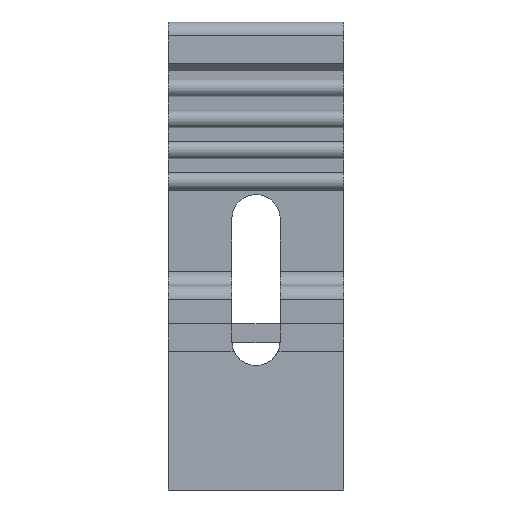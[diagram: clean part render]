
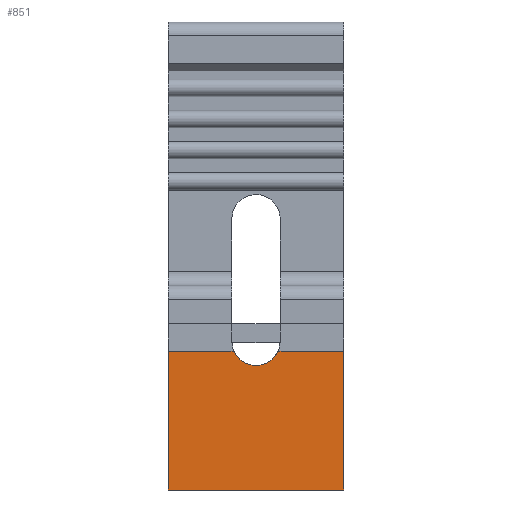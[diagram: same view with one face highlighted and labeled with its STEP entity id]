
A CAD part, left-side view. The second image highlights one B-rep face of the part: STEP entity #851.
In plain terms, the highlighted planar face has unit normal (-1, 0, 0).
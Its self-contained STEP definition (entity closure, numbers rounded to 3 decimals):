
#52=CARTESIAN_POINT('',(-1.195,0.634,6.0));
#53=VERTEX_POINT('',#52);
#60=CARTESIAN_POINT('',(-1.195,-0.634,6.0));
#61=VERTEX_POINT('',#60);
#62=CARTESIAN_POINT('',(-1.195,-0.0,6.285));
#63=DIRECTION('',(1.0,0.0,0.0));
#64=DIRECTION('',(-0.0,1.0,0.0));
#65=AXIS2_PLACEMENT_3D('',#62,#63,#64);
#66=CIRCLE('',#65,0.695);
#67=EDGE_CURVE('n� 1258',#61,#53,#66,.T.);
#306=CARTESIAN_POINT('',(-1.195,2.525,6.0));
#307=VERTEX_POINT('',#306);
#308=CARTESIAN_POINT('',(-1.195,2.525,6.0));
#309=DIRECTION('',(0.0,-1.0,-0.0));
#310=VECTOR('',#309,1.0);
#311=LINE('',#308,#310);
#312=EDGE_CURVE('n� 330',#307,#53,#311,.T.);
#783=CARTESIAN_POINT('',(-1.195,-2.525,2.0));
#784=VERTEX_POINT('',#783);
#791=CARTESIAN_POINT('',(-1.195,2.525,2.0));
#792=VERTEX_POINT('',#791);
#793=CARTESIAN_POINT('',(-1.195,2.525,2.0));
#794=DIRECTION('',(0.0,-1.0,-0.0));
#795=VECTOR('',#794,1.0);
#796=LINE('',#793,#795);
#797=EDGE_CURVE('n� 331',#792,#784,#796,.T.);
#821=CARTESIAN_POINT('',(-1.195,-2.525,6.0));
#822=VERTEX_POINT('',#821);
#823=CARTESIAN_POINT('',(-1.195,2.525,6.0));
#824=DIRECTION('',(0.0,-1.0,-0.0));
#825=VECTOR('',#824,1.0);
#826=LINE('',#823,#825);
#827=EDGE_CURVE('n� 1171',#61,#822,#826,.T.);
#828=ORIENTED_EDGE('',*,*,#827,.F.);
#829=ORIENTED_EDGE('',*,*,#67,.T.);
#830=ORIENTED_EDGE('',*,*,#312,.F.);
#831=CARTESIAN_POINT('',(-1.195,2.525,2.0));
#832=DIRECTION('',(0.0,-0.0,1.0));
#833=VECTOR('',#832,1.0);
#834=LINE('',#831,#833);
#835=EDGE_CURVE('n� 13',#792,#307,#834,.T.);
#836=ORIENTED_EDGE('',*,*,#835,.F.);
#837=ORIENTED_EDGE('',*,*,#797,.T.);
#838=CARTESIAN_POINT('',(-1.195,-2.525,2.0));
#839=DIRECTION('',(0.0,-0.0,1.0));
#840=VECTOR('',#839,1.0);
#841=LINE('',#838,#840);
#842=EDGE_CURVE('n� 237',#784,#822,#841,.T.);
#843=ORIENTED_EDGE('',*,*,#842,.T.);
#844=EDGE_LOOP('',(#828,#829,#830,#836,#837,#843));
#845=FACE_OUTER_BOUND('',#844,.T.);
#846=CARTESIAN_POINT('',(-1.195,2.525,2.0));
#847=DIRECTION('',(1.0,0.0,-0.0));
#848=DIRECTION('',(-0.0,0.0,-1.0));
#849=AXIS2_PLACEMENT_3D('',#846,#847,#848);
#850=PLANE('',#849);
#851=ADVANCED_FACE('n� 367',(#845),#850,.F.);
